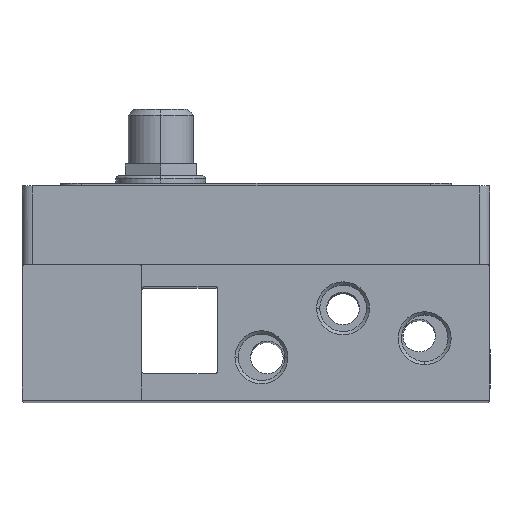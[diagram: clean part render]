
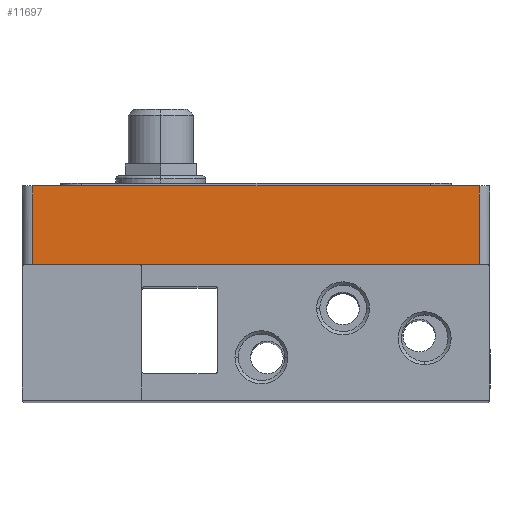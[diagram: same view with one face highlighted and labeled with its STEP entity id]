
A CAD part, top view. The second image highlights one B-rep face of the part: STEP entity #11697.
In plain terms, the highlighted planar face has unit normal (0, 0, 1).
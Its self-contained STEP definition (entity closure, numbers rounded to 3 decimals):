
#74 = VECTOR ( 'NONE', #6772, 1000. ) ;
#169 = LINE ( 'NONE', #7150, #11659 ) ;
#229 = LINE ( 'NONE', #8092, #12507 ) ;
#1319 = DIRECTION ( 'NONE',  ( 1., 0., 0. ) ) ;
#1714 = LINE ( 'NONE', #7539, #74 ) ;
#2031 = ORIENTED_EDGE ( 'NONE', *, *, #3850, .F. ) ;
#2257 = EDGE_CURVE ( 'NONE', #11516, #11500, #169, .T. ) ;
#2413 = AXIS2_PLACEMENT_3D ( 'NONE', #4243, #6011, #7224 ) ;
#3686 = CARTESIAN_POINT ( 'NONE',  ( 84., 39.5, 20.5 ) ) ;
#3850 = EDGE_CURVE ( 'NONE', #10870, #10580, #1714, .T. ) ;
#3972 = DIRECTION ( 'NONE',  ( 0., -1., 0. ) ) ;
#4243 = CARTESIAN_POINT ( 'NONE',  ( 2., 39.5, 20.5 ) ) ;
#4310 = PLANE ( 'NONE',  #2413 ) ;
#4324 = ORIENTED_EDGE ( 'NONE', *, *, #2257, .F. ) ;
#4453 = CARTESIAN_POINT ( 'NONE',  ( 84., 25., 20.5 ) ) ;
#4780 = CARTESIAN_POINT ( 'NONE',  ( 85.5, 25., 20.5 ) ) ;
#6011 = DIRECTION ( 'NONE',  ( 0., 0., -1. ) ) ;
#6222 = CARTESIAN_POINT ( 'NONE',  ( 2., 39.5, 20.5 ) ) ;
#6772 = DIRECTION ( 'NONE',  ( 0., 1., 0. ) ) ;
#6859 = EDGE_CURVE ( 'NONE', #10580, #11516, #229, .T. ) ;
#7059 = CARTESIAN_POINT ( 'NONE',  ( 2., 25., 20.5 ) ) ;
#7150 = CARTESIAN_POINT ( 'NONE',  ( 84., 39.5, 20.5 ) ) ;
#7224 = DIRECTION ( 'NONE',  ( -1., 0., 0. ) ) ;
#7539 = CARTESIAN_POINT ( 'NONE',  ( 2., 39.5, 20.5 ) ) ;
#8092 = CARTESIAN_POINT ( 'NONE',  ( 2., 39.5, 20.5 ) ) ;
#8231 = ORIENTED_EDGE ( 'NONE', *, *, #11196, .T. ) ;
#8287 = VECTOR ( 'NONE', #12517, 1000. ) ;
#8401 = LINE ( 'NONE', #4780, #8287 ) ;
#8579 = ORIENTED_EDGE ( 'NONE', *, *, #6859, .F. ) ;
#8808 = EDGE_LOOP ( 'NONE', ( #4324, #8579, #2031, #8231 ) ) ;
#9770 = FACE_OUTER_BOUND ( 'NONE', #8808, .T. ) ;
#10580 = VERTEX_POINT ( 'NONE', #6222 ) ;
#10870 = VERTEX_POINT ( 'NONE', #7059 ) ;
#11196 = EDGE_CURVE ( 'NONE', #10870, #11500, #8401, .T. ) ;
#11500 = VERTEX_POINT ( 'NONE', #4453 ) ;
#11516 = VERTEX_POINT ( 'NONE', #3686 ) ;
#11659 = VECTOR ( 'NONE', #3972, 1000. ) ;
#11697 = ADVANCED_FACE ( 'NONE', ( #9770 ), #4310, .F. ) ;
#12507 = VECTOR ( 'NONE', #1319, 1000. ) ;
#12517 = DIRECTION ( 'NONE',  ( 1., 0., 0. ) ) ;
